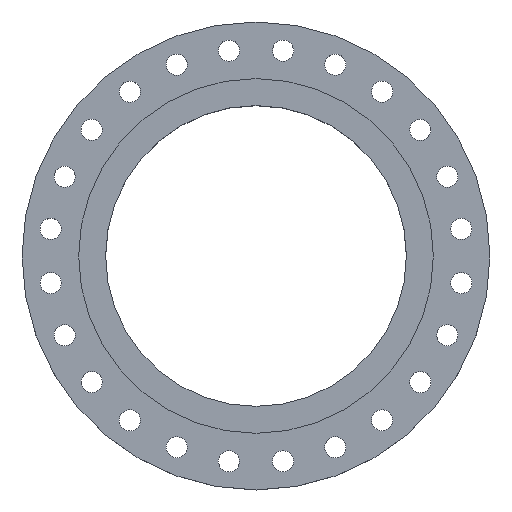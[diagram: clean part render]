
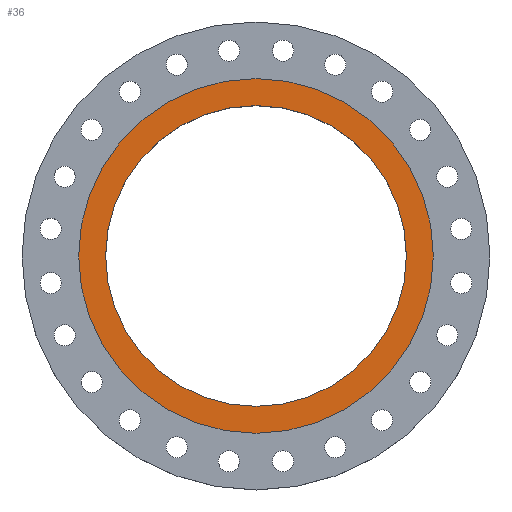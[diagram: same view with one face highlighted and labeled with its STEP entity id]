
A CAD part, top view. The second image highlights one B-rep face of the part: STEP entity #36.
In plain terms, the highlighted planar face has unit normal (0, 0, 1).
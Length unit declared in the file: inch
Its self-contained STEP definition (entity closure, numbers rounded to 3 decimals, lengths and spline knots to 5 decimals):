
#20 = DIRECTION ( 'NONE',  ( 1., 0., 0. ) ) ;
#36 = ADVANCED_FACE ( 'NONE', ( #2205, #799 ), #2022, .T. ) ;
#174 = DIRECTION ( 'NONE',  ( 0., 0., 1. ) ) ;
#288 = ORIENTED_EDGE ( 'NONE', *, *, #813, .F. ) ;
#508 = ORIENTED_EDGE ( 'NONE', *, *, #1857, .T. ) ;
#524 = EDGE_CURVE ( 'NONE', #2248, #1129, #2048, .T. ) ;
#589 = DIRECTION ( 'NONE',  ( 1., 0., 0. ) ) ;
#595 = DIRECTION ( 'NONE',  ( 1., 0., 0. ) ) ;
#652 = DIRECTION ( 'NONE',  ( 0., 0., 1. ) ) ;
#695 = VERTEX_POINT ( 'NONE', #2235 ) ;
#696 = CARTESIAN_POINT ( 'NONE',  ( 0., 0., 0.0625 ) ) ;
#799 = FACE_OUTER_BOUND ( 'NONE', #869, .T. ) ;
#813 = EDGE_CURVE ( 'NONE', #1129, #2248, #1325, .T. ) ;
#869 = EDGE_LOOP ( 'NONE', ( #508, #2222 ) ) ;
#962 = DIRECTION ( 'NONE',  ( 0., 0., 1. ) ) ;
#1019 = AXIS2_PLACEMENT_3D ( 'NONE', #696, #174, #20 ) ;
#1022 = CARTESIAN_POINT ( 'NONE',  ( -9.8, 0., 0.0625 ) ) ;
#1086 = CARTESIAN_POINT ( 'NONE',  ( 0., 0., 0.0625 ) ) ;
#1129 = VERTEX_POINT ( 'NONE', #1022 ) ;
#1225 = ORIENTED_EDGE ( 'NONE', *, *, #524, .F. ) ;
#1235 = CARTESIAN_POINT ( 'NONE',  ( 9.8, 0., 0.0625 ) ) ;
#1325 = CIRCLE ( 'NONE', #1019, 9.8 ) ;
#1342 = AXIS2_PLACEMENT_3D ( 'NONE', #1475, #2178, #595 ) ;
#1364 = DIRECTION ( 'NONE',  ( 1., 0., 0. ) ) ;
#1475 = CARTESIAN_POINT ( 'NONE',  ( 0., 0., 0.0625 ) ) ;
#1510 = VERTEX_POINT ( 'NONE', #1873 ) ;
#1749 = AXIS2_PLACEMENT_3D ( 'NONE', #2182, #962, #589 ) ;
#1769 = DIRECTION ( 'NONE',  ( 1., 0., 0. ) ) ;
#1805 = DIRECTION ( 'NONE',  ( 0., 0., 1. ) ) ;
#1857 = EDGE_CURVE ( 'NONE', #695, #1510, #2148, .T. ) ;
#1873 = CARTESIAN_POINT ( 'NONE',  ( 11.56, 0., 0.0625 ) ) ;
#2004 = AXIS2_PLACEMENT_3D ( 'NONE', #1086, #1805, #1769 ) ;
#2008 = AXIS2_PLACEMENT_3D ( 'NONE', #2236, #652, #1364 ) ;
#2022 = PLANE ( 'NONE',  #2008 ) ;
#2048 = CIRCLE ( 'NONE', #1749, 9.8 ) ;
#2057 = EDGE_CURVE ( 'NONE', #1510, #695, #2220, .T. ) ;
#2072 = EDGE_LOOP ( 'NONE', ( #288, #1225 ) ) ;
#2148 = CIRCLE ( 'NONE', #2004, 11.56 ) ;
#2178 = DIRECTION ( 'NONE',  ( 0., 0., 1. ) ) ;
#2182 = CARTESIAN_POINT ( 'NONE',  ( 0., 0., 0.0625 ) ) ;
#2205 = FACE_BOUND ( 'NONE', #2072, .T. ) ;
#2220 = CIRCLE ( 'NONE', #1342, 11.56 ) ;
#2222 = ORIENTED_EDGE ( 'NONE', *, *, #2057, .T. ) ;
#2235 = CARTESIAN_POINT ( 'NONE',  ( -11.56, 0., 0.0625 ) ) ;
#2236 = CARTESIAN_POINT ( 'NONE',  ( 0., 0., 0.0625 ) ) ;
#2248 = VERTEX_POINT ( 'NONE', #1235 ) ;
